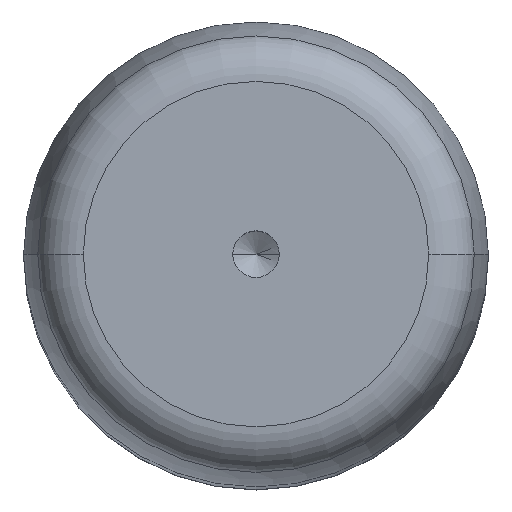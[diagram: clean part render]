
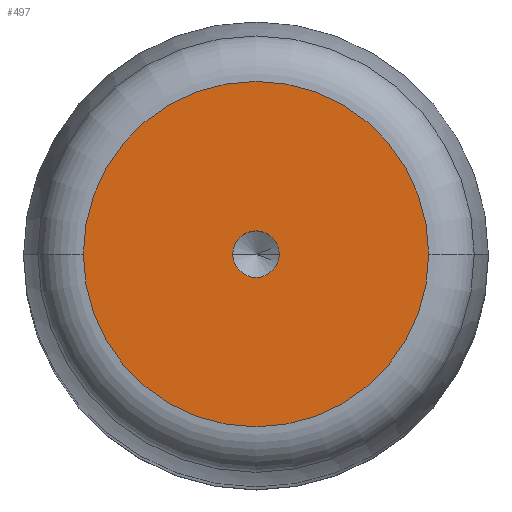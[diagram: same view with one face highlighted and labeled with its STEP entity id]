
A CAD part, top view. The second image highlights one B-rep face of the part: STEP entity #497.
In plain terms, the highlighted planar face has unit normal (0, 0, 1).
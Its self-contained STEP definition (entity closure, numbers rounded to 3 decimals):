
#24 = AXIS2_PLACEMENT_3D ( 'NONE', #450, #145, #283 ) ;
#49 = ORIENTED_EDGE ( 'NONE', *, *, #560, .F. ) ;
#66 = CARTESIAN_POINT ( 'NONE',  ( 0., 0., 90. ) ) ;
#70 = DIRECTION ( 'NONE',  ( 1., 0., 0. ) ) ;
#77 = CARTESIAN_POINT ( 'NONE',  ( 0., 0., 90. ) ) ;
#78 = VERTEX_POINT ( 'NONE', #439 ) ;
#105 = EDGE_LOOP ( 'NONE', ( #49, #649 ) ) ;
#115 = DIRECTION ( 'NONE',  ( 1., 0., 0. ) ) ;
#123 = AXIS2_PLACEMENT_3D ( 'NONE', #66, #416, #115 ) ;
#145 = DIRECTION ( 'NONE',  ( 0., 0., 1. ) ) ;
#147 = CIRCLE ( 'NONE', #24, 7.432 ) ;
#160 = FACE_BOUND ( 'NONE', #105, .T. ) ;
#180 = EDGE_CURVE ( 'NONE', #452, #610, #147, .T. ) ;
#210 = PLANE ( 'NONE',  #123 ) ;
#218 = CARTESIAN_POINT ( 'NONE',  ( 0., 0., 90. ) ) ;
#226 = DIRECTION ( 'NONE',  ( 0., 0., 1. ) ) ;
#272 = CARTESIAN_POINT ( 'NONE',  ( 1., 0., 90. ) ) ;
#283 = DIRECTION ( 'NONE',  ( 1., 0., 0. ) ) ;
#347 = AXIS2_PLACEMENT_3D ( 'NONE', #218, #226, #431 ) ;
#364 = AXIS2_PLACEMENT_3D ( 'NONE', #463, #579, #628 ) ;
#390 = EDGE_CURVE ( 'NONE', #610, #452, #470, .T. ) ;
#404 = EDGE_LOOP ( 'NONE', ( #547, #565 ) ) ;
#416 = DIRECTION ( 'NONE',  ( 0., 0., 1. ) ) ;
#423 = CARTESIAN_POINT ( 'NONE',  ( 7.432, 0., 90. ) ) ;
#431 = DIRECTION ( 'NONE',  ( 1., 0., 0. ) ) ;
#439 = CARTESIAN_POINT ( 'NONE',  ( -1., 0., 90. ) ) ;
#450 = CARTESIAN_POINT ( 'NONE',  ( 0., 0., 90. ) ) ;
#452 = VERTEX_POINT ( 'NONE', #423 ) ;
#463 = CARTESIAN_POINT ( 'NONE',  ( 0., 0., 90. ) ) ;
#470 = CIRCLE ( 'NONE', #364, 7.432 ) ;
#473 = CIRCLE ( 'NONE', #347, 1. ) ;
#485 = DIRECTION ( 'NONE',  ( 0., 0., 1. ) ) ;
#497 = ADVANCED_FACE ( 'NONE', ( #160, #624 ), #210, .T. ) ;
#547 = ORIENTED_EDGE ( 'NONE', *, *, #180, .T. ) ;
#560 = EDGE_CURVE ( 'NONE', #626, #78, #473, .T. ) ;
#565 = ORIENTED_EDGE ( 'NONE', *, *, #390, .T. ) ;
#579 = DIRECTION ( 'NONE',  ( 0., 0., 1. ) ) ;
#591 = EDGE_CURVE ( 'NONE', #78, #626, #640, .T. ) ;
#610 = VERTEX_POINT ( 'NONE', #644 ) ;
#615 = AXIS2_PLACEMENT_3D ( 'NONE', #77, #485, #70 ) ;
#624 = FACE_OUTER_BOUND ( 'NONE', #404, .T. ) ;
#626 = VERTEX_POINT ( 'NONE', #272 ) ;
#628 = DIRECTION ( 'NONE',  ( 1., 0., 0. ) ) ;
#640 = CIRCLE ( 'NONE', #615, 1. ) ;
#644 = CARTESIAN_POINT ( 'NONE',  ( -7.432, 0., 90. ) ) ;
#649 = ORIENTED_EDGE ( 'NONE', *, *, #591, .F. ) ;
